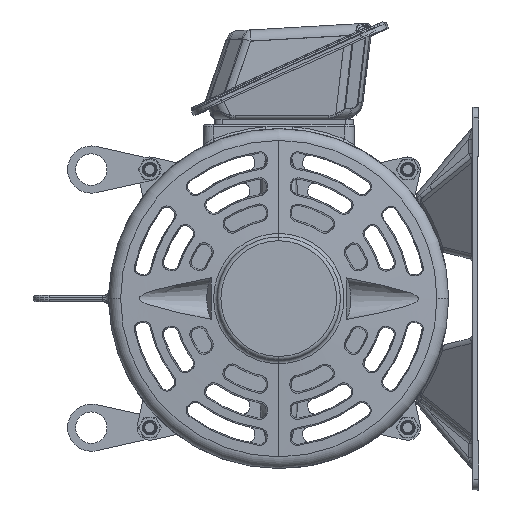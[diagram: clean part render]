
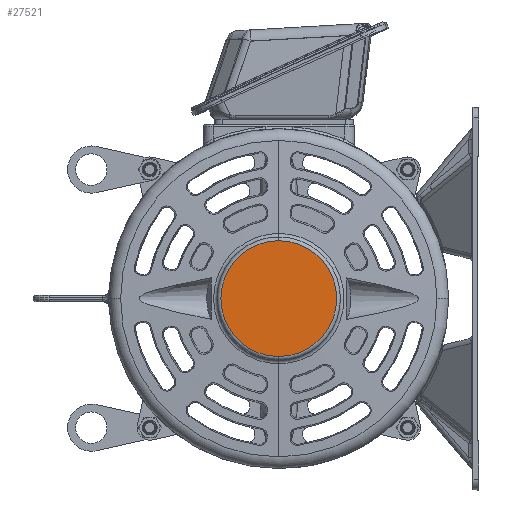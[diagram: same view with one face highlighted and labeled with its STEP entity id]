
A CAD part, left-side view. The second image highlights one B-rep face of the part: STEP entity #27521.
In plain terms, the highlighted planar face has unit normal (-1, 0, 0).
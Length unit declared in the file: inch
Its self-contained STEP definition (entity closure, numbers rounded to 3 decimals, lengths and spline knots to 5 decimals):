
#460 = CARTESIAN_POINT ( 'NONE',  ( -8.89567, 0., 1.81102 ) ) ;
#6956 = AXIS2_PLACEMENT_3D ( 'NONE', #68490, #51094, #85501 ) ;
#7223 = VERTEX_POINT ( 'NONE', #460 ) ;
#15969 = CARTESIAN_POINT ( 'NONE',  ( -8.89567, 0., 0. ) ) ;
#16986 = CIRCLE ( 'NONE', #31535, 1.81102 ) ;
#27521 = ADVANCED_FACE ( 'NONE', ( #91074 ), #95009, .F. ) ;
#29244 = VERTEX_POINT ( 'NONE', #35674 ) ;
#31535 = AXIS2_PLACEMENT_3D ( 'NONE', #15969, #97105, #51193 ) ;
#34051 = EDGE_CURVE ( 'NONE', #29244, #7223, #16986, .T. ) ;
#35674 = CARTESIAN_POINT ( 'NONE',  ( -8.89567, 0., -1.81102 ) ) ;
#49142 = DIRECTION ( 'NONE',  ( 1., 0., 0. ) ) ;
#49852 = ORIENTED_EDGE ( 'NONE', *, *, #96543, .F. ) ;
#51094 = DIRECTION ( 'NONE',  ( 1., 0., 0. ) ) ;
#51193 = DIRECTION ( 'NONE',  ( 0., 0., -1. ) ) ;
#61732 = CIRCLE ( 'NONE', #98013, 1.81102 ) ;
#62627 = ORIENTED_EDGE ( 'NONE', *, *, #34051, .F. ) ;
#67341 = DIRECTION ( 'NONE',  ( 0., 0., -1. ) ) ;
#68490 = CARTESIAN_POINT ( 'NONE',  ( -8.89567, 0.00195, -1.81102 ) ) ;
#85501 = DIRECTION ( 'NONE',  ( 0., 0., -1. ) ) ;
#86339 = EDGE_LOOP ( 'NONE', ( #62627, #49852 ) ) ;
#91074 = FACE_OUTER_BOUND ( 'NONE', #86339, .T. ) ;
#95009 = PLANE ( 'NONE',  #6956 ) ;
#96543 = EDGE_CURVE ( 'NONE', #7223, #29244, #61732, .T. ) ;
#97105 = DIRECTION ( 'NONE',  ( 1., 0., 0. ) ) ;
#98013 = AXIS2_PLACEMENT_3D ( 'NONE', #103383, #49142, #67341 ) ;
#103383 = CARTESIAN_POINT ( 'NONE',  ( -8.89567, 0., 0. ) ) ;
